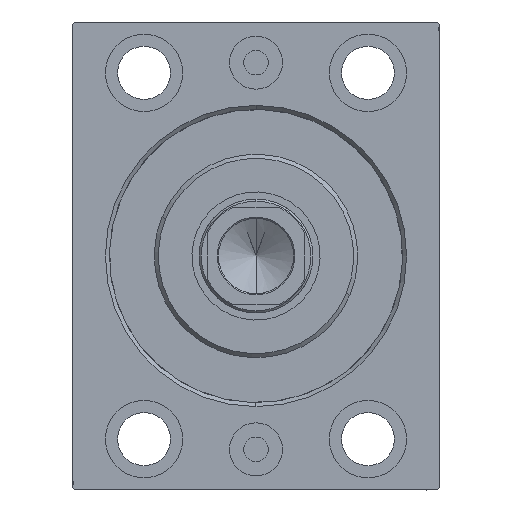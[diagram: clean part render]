
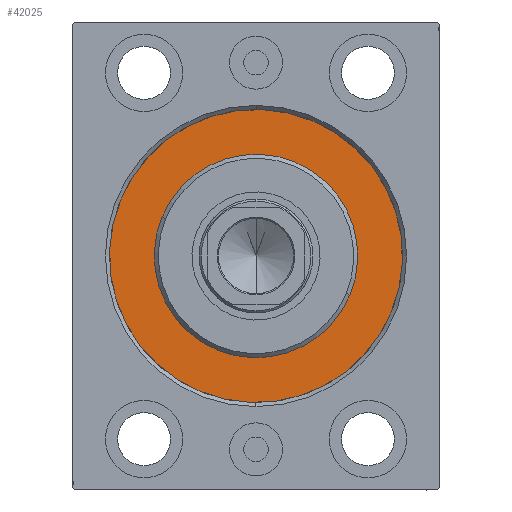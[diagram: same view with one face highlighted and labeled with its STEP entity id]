
A CAD part, left-side view. The second image highlights one B-rep face of the part: STEP entity #42025.
In plain terms, the highlighted face is planar.
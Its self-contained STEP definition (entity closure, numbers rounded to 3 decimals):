
#746 = AXIS2_PLACEMENT_3D ( 'NONE', #24423, #38141, #31056 ) ;
#1031 = EDGE_LOOP ( 'NONE', ( #4446, #10372 ) ) ;
#1649 = PLANE ( 'NONE',  #28110 ) ;
#3537 = ORIENTED_EDGE ( 'NONE', *, *, #17938, .F. ) ;
#4105 = DIRECTION ( 'NONE',  ( 0., 0., 1. ) ) ;
#4446 = ORIENTED_EDGE ( 'NONE', *, *, #19295, .F. ) ;
#4979 = VERTEX_POINT ( 'NONE', #26236 ) ;
#5984 = DIRECTION ( 'NONE',  ( 0., 0., -1. ) ) ;
#7920 = EDGE_LOOP ( 'NONE', ( #3537, #37664 ) ) ;
#9254 = CIRCLE ( 'NONE', #746, 25. ) ;
#10133 = DIRECTION ( 'NONE',  ( -1., 0., 0. ) ) ;
#10372 = ORIENTED_EDGE ( 'NONE', *, *, #31689, .F. ) ;
#11371 = AXIS2_PLACEMENT_3D ( 'NONE', #16316, #10133, #36692 ) ;
#11881 = FACE_OUTER_BOUND ( 'NONE', #7920, .T. ) ;
#13080 = DIRECTION ( 'NONE',  ( 1., 0., 0. ) ) ;
#16316 = CARTESIAN_POINT ( 'NONE',  ( 0., 0., 0. ) ) ;
#16766 = CIRCLE ( 'NONE', #26655, 36. ) ;
#17417 = DIRECTION ( 'NONE',  ( -1., 0., 0. ) ) ;
#17938 = EDGE_CURVE ( 'NONE', #35308, #30849, #32540, .T. ) ;
#18940 = DIRECTION ( 'NONE',  ( -1., 0., 0. ) ) ;
#19295 = EDGE_CURVE ( 'NONE', #4979, #21449, #9254, .T. ) ;
#21449 = VERTEX_POINT ( 'NONE', #33428 ) ;
#22284 = CARTESIAN_POINT ( 'NONE',  ( 0., 0., 0. ) ) ;
#22376 = CARTESIAN_POINT ( 'NONE',  ( 0., 0., 36. ) ) ;
#24423 = CARTESIAN_POINT ( 'NONE',  ( 0., 0., 0. ) ) ;
#24689 = CARTESIAN_POINT ( 'NONE',  ( 0., 0., -36. ) ) ;
#25379 = FACE_BOUND ( 'NONE', #1031, .T. ) ;
#26236 = CARTESIAN_POINT ( 'NONE',  ( 0., 0., 25. ) ) ;
#26407 = AXIS2_PLACEMENT_3D ( 'NONE', #33445, #13080, #5984 ) ;
#26655 = AXIS2_PLACEMENT_3D ( 'NONE', #40447, #17417, #4105 ) ;
#28110 = AXIS2_PLACEMENT_3D ( 'NONE', #22284, #18940, #35338 ) ;
#29219 = CIRCLE ( 'NONE', #26407, 25. ) ;
#30849 = VERTEX_POINT ( 'NONE', #22376 ) ;
#31056 = DIRECTION ( 'NONE',  ( 0., 0., -1. ) ) ;
#31689 = EDGE_CURVE ( 'NONE', #21449, #4979, #29219, .T. ) ;
#32540 = CIRCLE ( 'NONE', #11371, 36. ) ;
#33428 = CARTESIAN_POINT ( 'NONE',  ( 0., 0., -25. ) ) ;
#33445 = CARTESIAN_POINT ( 'NONE',  ( 0., 0., 0. ) ) ;
#35308 = VERTEX_POINT ( 'NONE', #24689 ) ;
#35338 = DIRECTION ( 'NONE',  ( 0., 0., 1. ) ) ;
#36692 = DIRECTION ( 'NONE',  ( 0., 0., 1. ) ) ;
#37664 = ORIENTED_EDGE ( 'NONE', *, *, #41071, .F. ) ;
#38141 = DIRECTION ( 'NONE',  ( 1., 0., 0. ) ) ;
#40447 = CARTESIAN_POINT ( 'NONE',  ( 0., 0., 0. ) ) ;
#41071 = EDGE_CURVE ( 'NONE', #30849, #35308, #16766, .T. ) ;
#42025 = ADVANCED_FACE ( 'NONE', ( #25379, #11881 ), #1649, .F. ) ;
